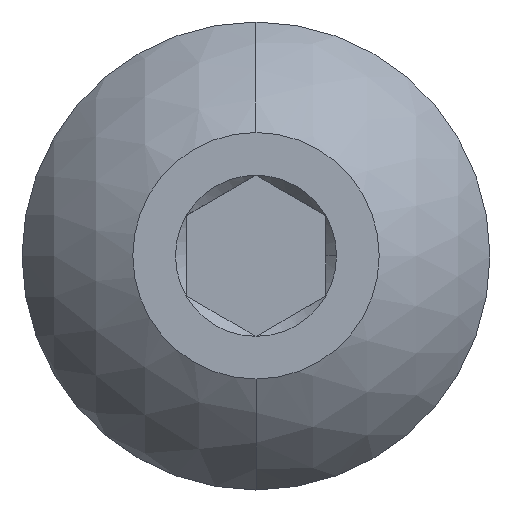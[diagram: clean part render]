
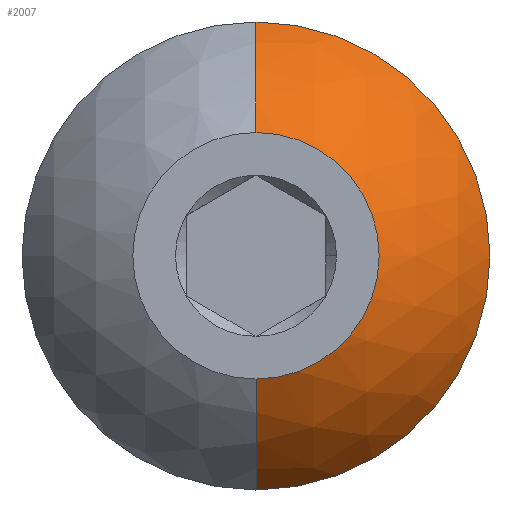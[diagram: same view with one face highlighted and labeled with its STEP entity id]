
A CAD part, top view. The second image highlights one B-rep face of the part: STEP entity #2007.
In plain terms, the highlighted spherical face has radius 3.76 mm.
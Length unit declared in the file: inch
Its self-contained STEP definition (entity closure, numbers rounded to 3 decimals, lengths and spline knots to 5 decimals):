
#881 = VERTEX_POINT ( 'NONE', #3150 ) ;
#890 = VERTEX_POINT ( 'NONE', #3208 ) ;
#898 = VERTEX_POINT ( 'NONE', #3195 ) ;
#910 = VERTEX_POINT ( 'NONE', #3175 ) ;
#913 = VERTEX_POINT ( 'NONE', #3170 ) ;
#943 = ORIENTED_EDGE ( 'NONE', *, *, #1693, .T. ) ;
#944 = ORIENTED_EDGE ( 'NONE', *, *, #1694, .T. ) ;
#1099 = EDGE_LOOP ( 'NONE', ( #944, #1355, #943, #1419, #1418 ) ) ;
#1174 = FACE_OUTER_BOUND ( 'NONE', #1099, .T. ) ;
#1179 = SPHERICAL_SURFACE ( 'NONE', #2417, 0.14801 ) ;
#1332 = CIRCLE ( 'NONE', #1760, 0.069 ) ;
#1336 = CIRCLE ( 'NONE', #1763, 0.131 ) ;
#1339 = CIRCLE ( 'NONE', #1759, 0.14801 ) ;
#1340 = CIRCLE ( 'NONE', #1761, 0.14801 ) ;
#1341 = CIRCLE ( 'NONE', #1762, 0.131 ) ;
#1355 = ORIENTED_EDGE ( 'NONE', *, *, #1696, .T. ) ;
#1418 = ORIENTED_EDGE ( 'NONE', *, *, #1691, .F. ) ;
#1419 = ORIENTED_EDGE ( 'NONE', *, *, #1692, .F. ) ;
#1691 = EDGE_CURVE ( 'NONE', #913, #890, #1339, .T. ) ;
#1692 = EDGE_CURVE ( 'NONE', #890, #910, #1332, .T. ) ;
#1693 = EDGE_CURVE ( 'NONE', #881, #910, #1340, .T. ) ;
#1694 = EDGE_CURVE ( 'NONE', #913, #898, #1341, .T. ) ;
#1696 = EDGE_CURVE ( 'NONE', #898, #881, #1336, .T. ) ;
#1759 = AXIS2_PLACEMENT_3D ( 'NONE', #3352, #3350, #3349 ) ;
#1760 = AXIS2_PLACEMENT_3D ( 'NONE', #3348, #3347, #3346 ) ;
#1761 = AXIS2_PLACEMENT_3D ( 'NONE', #3344, #3343, #3342 ) ;
#1762 = AXIS2_PLACEMENT_3D ( 'NONE', #3338, #3341, #3339 ) ;
#1763 = AXIS2_PLACEMENT_3D ( 'NONE', #3278, #3382, #3276 ) ;
#2007 = ADVANCED_FACE ( 'NONE', ( #1174 ), #1179, .T. ) ;
#2417 = AXIS2_PLACEMENT_3D ( 'NONE', #2712, #2710, #2715 ) ;
#2710 = DIRECTION ( 'NONE',  ( 1., 0., 0. ) ) ;
#2712 = CARTESIAN_POINT ( 'NONE',  ( 0., 0., -0.13094 ) ) ;
#2715 = DIRECTION ( 'NONE',  ( 0., -1., 0. ) ) ;
#3150 = CARTESIAN_POINT ( 'NONE',  ( 0., 0.131, -0.06205 ) ) ;
#3170 = CARTESIAN_POINT ( 'NONE',  ( 0., -0.131, -0.06205 ) ) ;
#3175 = CARTESIAN_POINT ( 'NONE',  ( 0., 0.069, 0. ) ) ;
#3195 = CARTESIAN_POINT ( 'NONE',  ( 0.131, 0., -0.06205 ) ) ;
#3208 = CARTESIAN_POINT ( 'NONE',  ( 0., -0.069, 0. ) ) ;
#3276 = DIRECTION ( 'NONE',  ( 1., 0., 0. ) ) ;
#3278 = CARTESIAN_POINT ( 'NONE',  ( 0., 0., -0.06205 ) ) ;
#3338 = CARTESIAN_POINT ( 'NONE',  ( 0., 0., -0.06205 ) ) ;
#3339 = DIRECTION ( 'NONE',  ( 1., 0., 0. ) ) ;
#3341 = DIRECTION ( 'NONE',  ( 0., 0., 1. ) ) ;
#3342 = DIRECTION ( 'NONE',  ( 0., 1., 0. ) ) ;
#3343 = DIRECTION ( 'NONE',  ( 1., 0., 0. ) ) ;
#3344 = CARTESIAN_POINT ( 'NONE',  ( 0., 0., -0.13094 ) ) ;
#3346 = DIRECTION ( 'NONE',  ( 1., 0., 0. ) ) ;
#3347 = DIRECTION ( 'NONE',  ( 0., 0., 1. ) ) ;
#3348 = CARTESIAN_POINT ( 'NONE',  ( 0., 0., 0. ) ) ;
#3349 = DIRECTION ( 'NONE',  ( 0., -1., 0. ) ) ;
#3350 = DIRECTION ( 'NONE',  ( -1., 0., 0. ) ) ;
#3352 = CARTESIAN_POINT ( 'NONE',  ( 0., 0., -0.13094 ) ) ;
#3382 = DIRECTION ( 'NONE',  ( 0., 0., 1. ) ) ;
